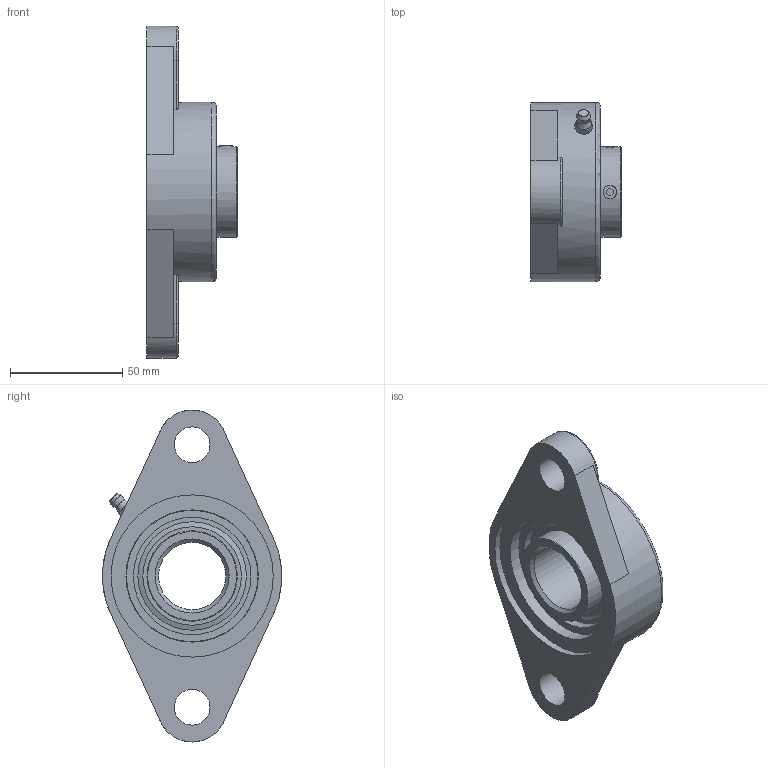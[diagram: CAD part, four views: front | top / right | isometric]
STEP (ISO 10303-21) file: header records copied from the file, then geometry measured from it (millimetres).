
FILE_DESCRIPTION(/* description */ ('STEP AP242','CAx-IF Rec.Pracs.---Representation and Presentation of Product Manufacturing Information (PMI)---4.0---2014-10-13','CAx-IF Rec.Pracs.---3D Tessellated Geometry---0.4---2014-09-14','2;1'),/* implementation_level */ '2;1');
FILE_NAME(/* name */ 'MOVET+Flange bearing 2-hole+SFL+SFL206+30+0 (hochMUC)',/* time_stamp */ '2023-08-11T10:08:47+02:00',/* author */ ('License CC BY-ND 4.0'),/* organization */ ('CADENAS'),/* preprocessor_version */ 'ST-DEVELOPER v19.3',/* originating_system */ 'PARTsolutions',/* authorisation */ ' ');
FILE_SCHEMA (('AP242_MANAGED_MODEL_BASED_3D_ENGINEERING_MIM_LF { 1 0 10303 442 1 1 4 }'));
Length unit declared in the file: millimetre
Products named in the file (3): MOVET+Flange bearing 2-hole+SFL+SFL206+30+0 (hochMUC); MOVET+Bearing insert+MUC+30_(hoch); MOVET+Flange bearing+NFL+SFL206+W+30 (hoch)_g
Assembly tree (2 placements, depth 2):
  MOVET+Flange bearing 2-hole+SFL+SFL206+30+0 (hochMUC)
    MOVET+Bearing insert+MUC+30_(hoch)
    MOVET+Flange bearing+NFL+SFL206+W+30 (hoch)_g
Bounding box: 40.2 x 79.88 x 148 mm (x, y, z)
Volume: 140025.4 mm3; surface area: 41813 mm2
Topology: 2 solids, 2 shells, 100 faces, 219 edges, 136 vertices
Faces by surface type: plane 50, cylinder 21, cone 17, torus 10, sphere 2
Full cylindrical faces by diameter (mm): 6 x3, 16 x2, 30 x1, 40.3 x2, 52.39 x2, 59 x2, 67 x1, 72.3 x1, 80 x1
Entity records: 3101 total; most frequent: CARTESIAN_POINT 541, DIRECTION 438, ORIENTED_EDGE 372, EDGE_CURVE 186, AXIS2_PLACEMENT_3D 180, EDGE_LOOP 152, FACE_BOUND 152, VERTEX_POINT 134
